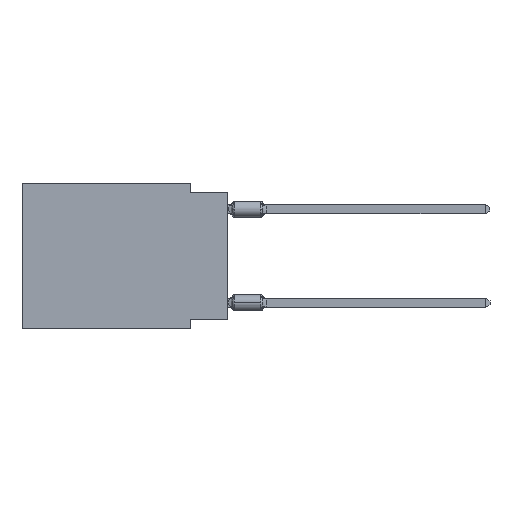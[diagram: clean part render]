
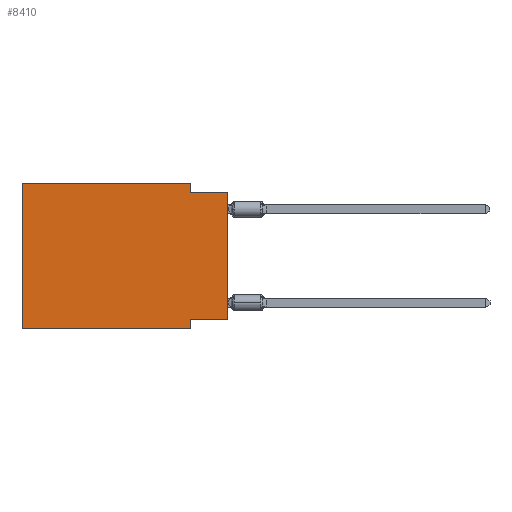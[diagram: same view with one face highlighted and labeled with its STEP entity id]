
A CAD part, left-side view. The second image highlights one B-rep face of the part: STEP entity #8410.
In plain terms, the highlighted planar face has unit normal (-1, 0, 0).
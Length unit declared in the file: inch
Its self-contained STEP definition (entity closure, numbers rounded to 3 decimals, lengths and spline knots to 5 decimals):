
#232 = CARTESIAN_POINT ( 'NONE',  ( 0., 0.1, -0.39 ) ) ;
#313 = ORIENTED_EDGE ( 'NONE', *, *, #1541, .F. ) ;
#339 = DIRECTION ( 'NONE',  ( 0., -1., 0. ) ) ;
#599 = LINE ( 'NONE', #10646, #2376 ) ;
#1071 = DIRECTION ( 'NONE',  ( 0., 0., 1. ) ) ;
#1468 = CARTESIAN_POINT ( 'NONE',  ( 0., 0.1, 0. ) ) ;
#1541 = EDGE_CURVE ( 'NONE', #10551, #5739, #599, .T. ) ;
#1988 = ORIENTED_EDGE ( 'NONE', *, *, #15762, .F. ) ;
#2376 = VECTOR ( 'NONE', #10327, 39.37008 ) ;
#2378 = CARTESIAN_POINT ( 'NONE',  ( 0., 0., 0. ) ) ;
#2472 = CARTESIAN_POINT ( 'NONE',  ( 0., 0., -0.025 ) ) ;
#2791 = FACE_OUTER_BOUND ( 'NONE', #13183, .T. ) ;
#2846 = CARTESIAN_POINT ( 'NONE',  ( 0., 0.55, 0. ) ) ;
#2947 = VERTEX_POINT ( 'NONE', #17865 ) ;
#3145 = ORIENTED_EDGE ( 'NONE', *, *, #16611, .F. ) ;
#3417 = DIRECTION ( 'NONE',  ( 1., 0., 0. ) ) ;
#3740 = CARTESIAN_POINT ( 'NONE',  ( 0., 0., -0.365 ) ) ;
#4864 = ORIENTED_EDGE ( 'NONE', *, *, #19188, .F. ) ;
#5739 = VERTEX_POINT ( 'NONE', #2846 ) ;
#5809 = CARTESIAN_POINT ( 'NONE',  ( 0., 0., -0.365 ) ) ;
#6032 = EDGE_CURVE ( 'NONE', #5739, #2947, #18000, .T. ) ;
#6264 = VECTOR ( 'NONE', #16106, 39.37008 ) ;
#6487 = CARTESIAN_POINT ( 'NONE',  ( 0., 0.55, -0.39 ) ) ;
#7025 = CARTESIAN_POINT ( 'NONE',  ( 0., 0.1, -0.025 ) ) ;
#7315 = VERTEX_POINT ( 'NONE', #3740 ) ;
#8045 = VECTOR ( 'NONE', #1071, 39.37008 ) ;
#8070 = DIRECTION ( 'NONE',  ( 0., 0., -1. ) ) ;
#8353 = EDGE_CURVE ( 'NONE', #7315, #18595, #17473, .T. ) ;
#8410 = ADVANCED_FACE ( 'NONE', ( #2791 ), #9393, .F. ) ;
#8584 = EDGE_CURVE ( 'NONE', #10551, #17925, #10138, .T. ) ;
#8943 = CARTESIAN_POINT ( 'NONE',  ( 0., 0.55, -0.39 ) ) ;
#9393 = PLANE ( 'NONE',  #14560 ) ;
#9406 = VECTOR ( 'NONE', #18449, 39.37008 ) ;
#9444 = VECTOR ( 'NONE', #11761, 39.37008 ) ;
#9710 = CARTESIAN_POINT ( 'NONE',  ( 0., 0.55, 0. ) ) ;
#10138 = LINE ( 'NONE', #8943, #19400 ) ;
#10327 = DIRECTION ( 'NONE',  ( 0., 0., 1. ) ) ;
#10551 = VERTEX_POINT ( 'NONE', #6487 ) ;
#10646 = CARTESIAN_POINT ( 'NONE',  ( 0., 0.55, 0. ) ) ;
#11268 = VECTOR ( 'NONE', #8070, 39.37008 ) ;
#11315 = CARTESIAN_POINT ( 'NONE',  ( 0., 0.1, -0.365 ) ) ;
#11761 = DIRECTION ( 'NONE',  ( 0., -1., 0. ) ) ;
#12248 = VECTOR ( 'NONE', #339, 39.37008 ) ;
#12734 = LINE ( 'NONE', #1468, #11268 ) ;
#13142 = EDGE_CURVE ( 'NONE', #7315, #21045, #17489, .T. ) ;
#13183 = EDGE_LOOP ( 'NONE', ( #21325, #4864, #1988, #18283, #313, #13727, #3145, #14777 ) ) ;
#13394 = CARTESIAN_POINT ( 'NONE',  ( 0., 0.1, -0.39 ) ) ;
#13653 = LINE ( 'NONE', #16869, #12248 ) ;
#13727 = ORIENTED_EDGE ( 'NONE', *, *, #8584, .T. ) ;
#14560 = AXIS2_PLACEMENT_3D ( 'NONE', #15983, #3417, #17897 ) ;
#14777 = ORIENTED_EDGE ( 'NONE', *, *, #8353, .F. ) ;
#15441 = LINE ( 'NONE', #13394, #9406 ) ;
#15762 = EDGE_CURVE ( 'NONE', #2947, #20925, #12734, .T. ) ;
#15983 = CARTESIAN_POINT ( 'NONE',  ( 0., 0.55, 0. ) ) ;
#16106 = DIRECTION ( 'NONE',  ( 0., 1., 0. ) ) ;
#16611 = EDGE_CURVE ( 'NONE', #18595, #17925, #15441, .T. ) ;
#16869 = CARTESIAN_POINT ( 'NONE',  ( 0., 0., -0.025 ) ) ;
#17473 = LINE ( 'NONE', #5809, #6264 ) ;
#17489 = LINE ( 'NONE', #2378, #8045 ) ;
#17865 = CARTESIAN_POINT ( 'NONE',  ( 0., 0.1, 0. ) ) ;
#17897 = DIRECTION ( 'NONE',  ( 0., 0., -1. ) ) ;
#17925 = VERTEX_POINT ( 'NONE', #232 ) ;
#18000 = LINE ( 'NONE', #9710, #9444 ) ;
#18283 = ORIENTED_EDGE ( 'NONE', *, *, #6032, .F. ) ;
#18433 = DIRECTION ( 'NONE',  ( 0., -1., 0. ) ) ;
#18449 = DIRECTION ( 'NONE',  ( 0., 0., -1. ) ) ;
#18595 = VERTEX_POINT ( 'NONE', #11315 ) ;
#19188 = EDGE_CURVE ( 'NONE', #20925, #21045, #13653, .T. ) ;
#19400 = VECTOR ( 'NONE', #18433, 39.37008 ) ;
#20925 = VERTEX_POINT ( 'NONE', #7025 ) ;
#21045 = VERTEX_POINT ( 'NONE', #2472 ) ;
#21325 = ORIENTED_EDGE ( 'NONE', *, *, #13142, .T. ) ;
